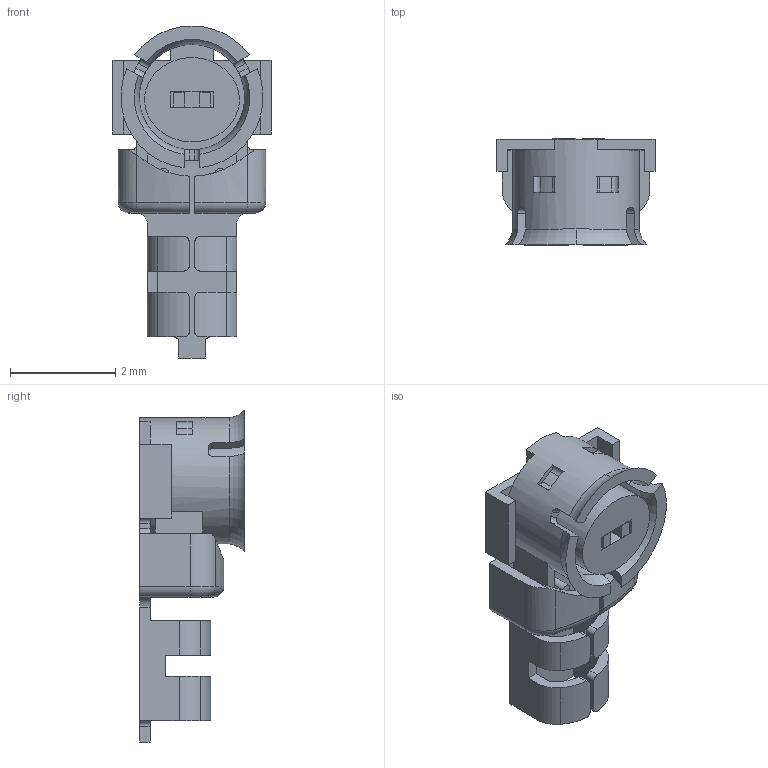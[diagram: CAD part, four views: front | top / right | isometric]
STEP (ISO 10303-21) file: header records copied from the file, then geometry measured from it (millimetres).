
FILE_DESCRIPTION(/* description */ ('STEP AP214'),/* implementation_level */ '2;1');
FILE_NAME(/* name */ '60d37da8e51dd615a0eae0c7',/* time_stamp */ '2021-06-23T18:30:02+00:00',/* author */ (''),/* organization */ (''),/* preprocessor_version */ 'ST-DEVELOPER v18.1',/* originating_system */ ' ',/* authorisation */ ' ');
FILE_SCHEMA (('AUTOMOTIVE_DESIGN {1 0 10303 214 3 1 1}'));
Length unit declared in the file: metre
Products named in the file (1): IPEX HT
Bounding box: 3 x 2.01 x 6.3 mm (x, y, z)
Volume: 11.1 mm3; surface area: 102.1 mm2
Topology: 1 solids, 1 shells, 232 faces, 644 edges, 422 vertices
Faces by surface type: plane 135, cylinder 65, bspline 20, torus 12
Full cylindrical faces by diameter (mm): 2 x1, 2.4 x1
Entity records: 8454 total; most frequent: CARTESIAN_POINT 2607, ORIENTED_EDGE 1280, DIRECTION 1119, EDGE_CURVE 640, VERTEX_POINT 420, LINE 407, VECTOR 407, AXIS2_PLACEMENT_3D 356
